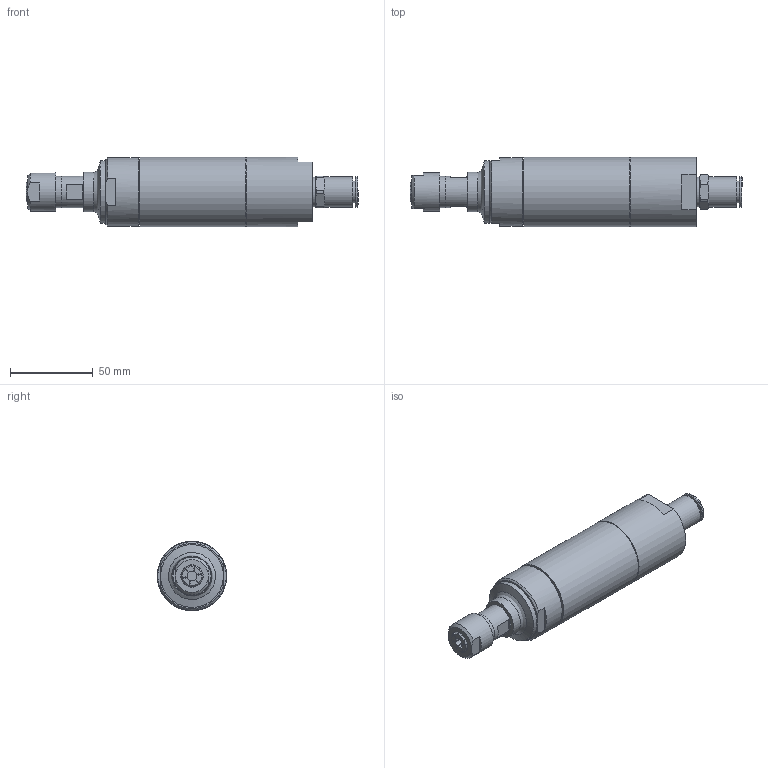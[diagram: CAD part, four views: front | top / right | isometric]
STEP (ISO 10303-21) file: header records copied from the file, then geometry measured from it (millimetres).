
FILE_DESCRIPTION((''),'2;1');
FILE_NAME('EBM 19000 S_60001047.stp','2008-06-11T13:44:27',('rmorof'),(''),'Autodesk Inventor 2008','Autodesk Inventor 2008','');
FILE_SCHEMA(('AUTOMOTIVE_DESIGN { 1 0 10303 214 1 1 1 1 }'));
Length unit declared in the file: millimetre
Products named in the file (1): Bauteil3
Bounding box: 200.92 x 42 x 42 mm (x, y, z)
Volume: 194108.9 mm3; surface area: 31127.3 mm2
Topology: 1 solids, 1 shells, 202 faces, 537 edges, 345 vertices
Faces by surface type: plane 99, cone 52, cylinder 48, bspline 2, torus 1
Full cylindrical faces by diameter (mm): 6 x1, 12 x1, 13.2 x1, 18 x1, 18.5 x2, 18.98 x1, 19 x2, 19.5 x1, 23 x1, 24 x1, 38 x1, 38.991 x2, 41.5 x1, 42 x2
Entity records: 6311 total; most frequent: CARTESIAN_POINT 1390, ORIENTED_EDGE 994, DIRECTION 970, EDGE_CURVE 497, AXIS2_PLACEMENT_3D 402, VERTEX_POINT 333, EDGE_LOOP 250, FACE_OUTER_BOUND 202
